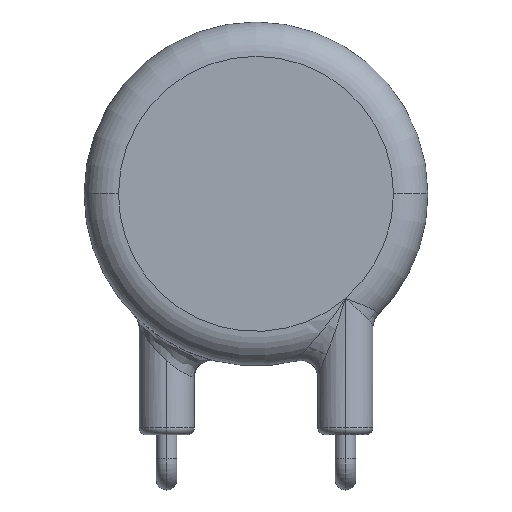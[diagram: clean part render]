
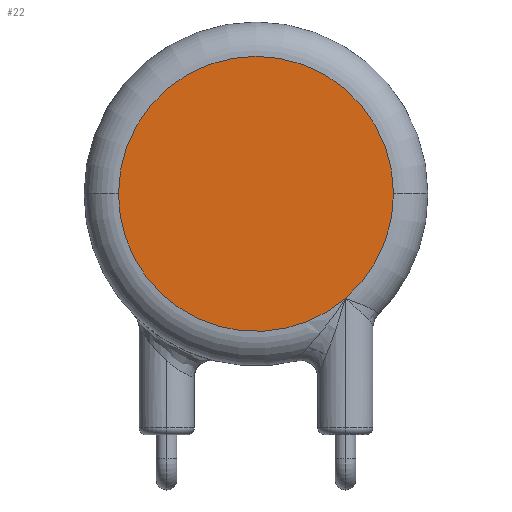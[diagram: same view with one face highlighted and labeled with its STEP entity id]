
A CAD part, top view. The second image highlights one B-rep face of the part: STEP entity #22.
In plain terms, the highlighted planar face has unit normal (0, 0, 1).
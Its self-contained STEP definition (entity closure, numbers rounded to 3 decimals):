
#22 = ADVANCED_FACE ( 'NONE', ( #1376 ), #972, .T. ) ;
#94 = DIRECTION ( 'NONE',  ( 1., 0., 0. ) ) ;
#279 = EDGE_CURVE ( 'NONE', #1360, #565, #319, .T. ) ;
#291 = DIRECTION ( 'NONE',  ( 0., 0., 1. ) ) ;
#292 = EDGE_LOOP ( 'NONE', ( #1652, #866, #314 ) ) ;
#314 = ORIENTED_EDGE ( 'NONE', *, *, #1661, .T. ) ;
#319 = CIRCLE ( 'NONE', #547, 4. ) ;
#385 = DIRECTION ( 'NONE',  ( 1., 0., 0. ) ) ;
#397 = DIRECTION ( 'NONE',  ( 0., 0., 1. ) ) ;
#411 = CARTESIAN_POINT ( 'NONE',  ( 0., 7., 2. ) ) ;
#414 = CARTESIAN_POINT ( 'NONE',  ( -4., 7., 2. ) ) ;
#547 = AXIS2_PLACEMENT_3D ( 'NONE', #1679, #902, #94 ) ;
#565 = VERTEX_POINT ( 'NONE', #414 ) ;
#578 = DIRECTION ( 'NONE',  ( 0., 0., 1. ) ) ;
#585 = CIRCLE ( 'NONE', #633, 4. ) ;
#610 = VERTEX_POINT ( 'NONE', #831 ) ;
#633 = AXIS2_PLACEMENT_3D ( 'NONE', #1109, #291, #1234 ) ;
#636 = EDGE_CURVE ( 'NONE', #610, #1360, #585, .T. ) ;
#649 = AXIS2_PLACEMENT_3D ( 'NONE', #1390, #578, #1515 ) ;
#831 = CARTESIAN_POINT ( 'NONE',  ( 2.6, 3.96, 2. ) ) ;
#866 = ORIENTED_EDGE ( 'NONE', *, *, #279, .T. ) ;
#902 = DIRECTION ( 'NONE',  ( 0., 0., 1. ) ) ;
#972 = PLANE ( 'NONE',  #1363 ) ;
#1109 = CARTESIAN_POINT ( 'NONE',  ( 0., 7., 2. ) ) ;
#1234 = DIRECTION ( 'NONE',  ( 1., 0., 0. ) ) ;
#1345 = CARTESIAN_POINT ( 'NONE',  ( 4., 7., 2. ) ) ;
#1360 = VERTEX_POINT ( 'NONE', #1345 ) ;
#1363 = AXIS2_PLACEMENT_3D ( 'NONE', #411, #397, #385 ) ;
#1376 = FACE_OUTER_BOUND ( 'NONE', #292, .T. ) ;
#1390 = CARTESIAN_POINT ( 'NONE',  ( 0., 7., 2. ) ) ;
#1503 = CIRCLE ( 'NONE', #649, 4. ) ;
#1515 = DIRECTION ( 'NONE',  ( 1., 0., 0. ) ) ;
#1652 = ORIENTED_EDGE ( 'NONE', *, *, #636, .T. ) ;
#1661 = EDGE_CURVE ( 'NONE', #565, #610, #1503, .T. ) ;
#1679 = CARTESIAN_POINT ( 'NONE',  ( 0., 7., 2. ) ) ;
